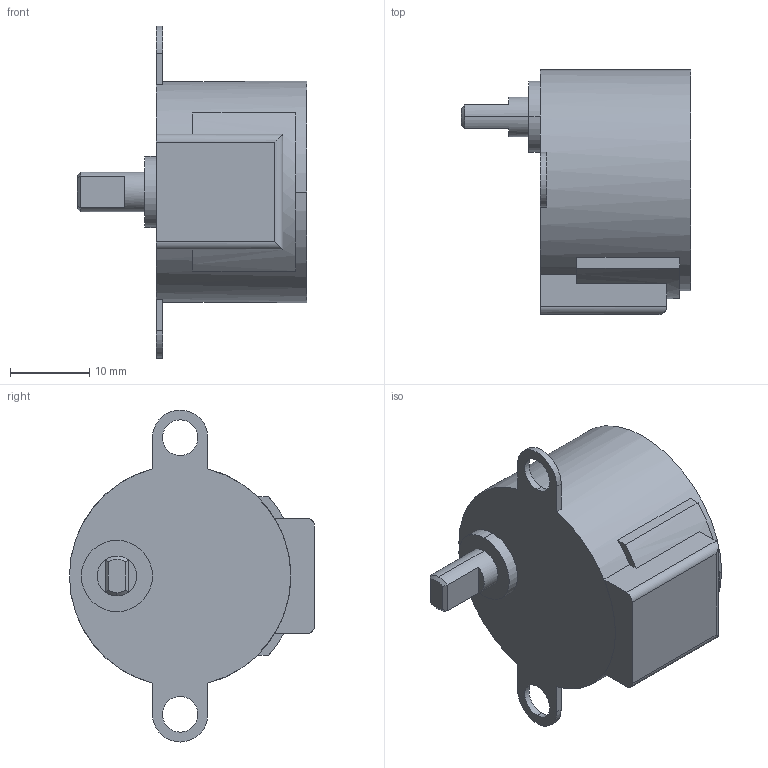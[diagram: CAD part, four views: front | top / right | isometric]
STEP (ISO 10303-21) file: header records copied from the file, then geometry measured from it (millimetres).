
FILE_DESCRIPTION (( 'STEP AP214' ), '1' );
FILE_NAME ('Stepper motor 28BYJ-48 5V.STEP', '2025-02-23T00:36:31', ( '' ), ( '' ), 'SwSTEP 2.0', 'SolidWorks 2024', '' );
FILE_SCHEMA (( 'AUTOMOTIVE_DESIGN' ));
Length unit declared in the file: millimetre
Products named in the file (1): Stepper motor 28BYJ-48 5V
Bounding box: 29 x 31 x 42 mm (x, y, z)
Volume: 12916.6 mm3; surface area: 4257.3 mm2
Topology: 2 solids, 2 shells, 324 faces, 848 edges, 563 vertices
Faces by surface type: plane 189, bspline 114, cylinder 18, cone 3
Entity records: 15463 total; most frequent: CARTESIAN_POINT 8188, ORIENTED_EDGE 1696, DIRECTION 1083, EDGE_CURVE 848, LINE 567, VECTOR 567, VERTEX_POINT 563, EDGE_LOOP 363
